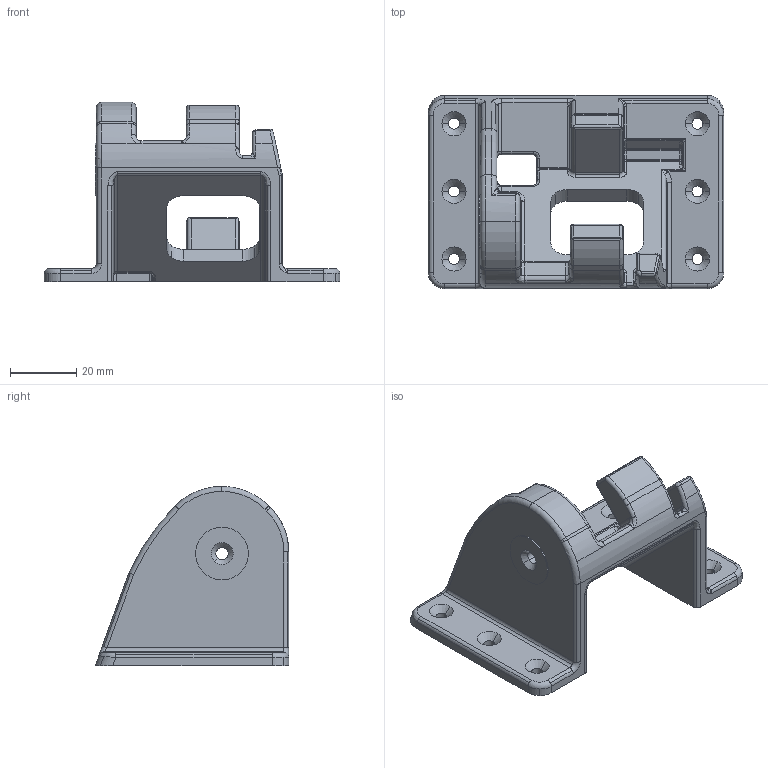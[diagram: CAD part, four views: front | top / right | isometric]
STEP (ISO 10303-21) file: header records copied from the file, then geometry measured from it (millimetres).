
FILE_DESCRIPTION(('STEP AP214'),'1');
FILE_NAME('Hinge_pocket.stp','2024-01-30T09:19:10',(' '),(' '),'Spatial InterOp 3D',' ',' ');
FILE_SCHEMA(('AUTOMOTIVE_DESIGN { 1 0 10303 214 1 1 1 1 }'));
Length unit declared in the file: metre
Products named in the file (1): Hinge_pocket
Bounding box: 89.59 x 58.62 x 54.3 mm (x, y, z)
Volume: 46360.4 mm3; surface area: 20068.5 mm2
Topology: 1 solids, 1 shells, 367 faces, 936 edges, 558 vertices
Faces by surface type: cylinder 217, plane 46, bspline 36, torus 34, cone 20, sphere 14
Entity records: 24208 total; most frequent: CARTESIAN_POINT 15326, DIRECTION 1951, ORIENTED_EDGE 1842, EDGE_CURVE 921, AXIS2_PLACEMENT_3D 799, VERTEX_POINT 558, EDGE_LOOP 387, CIRCLE 387
